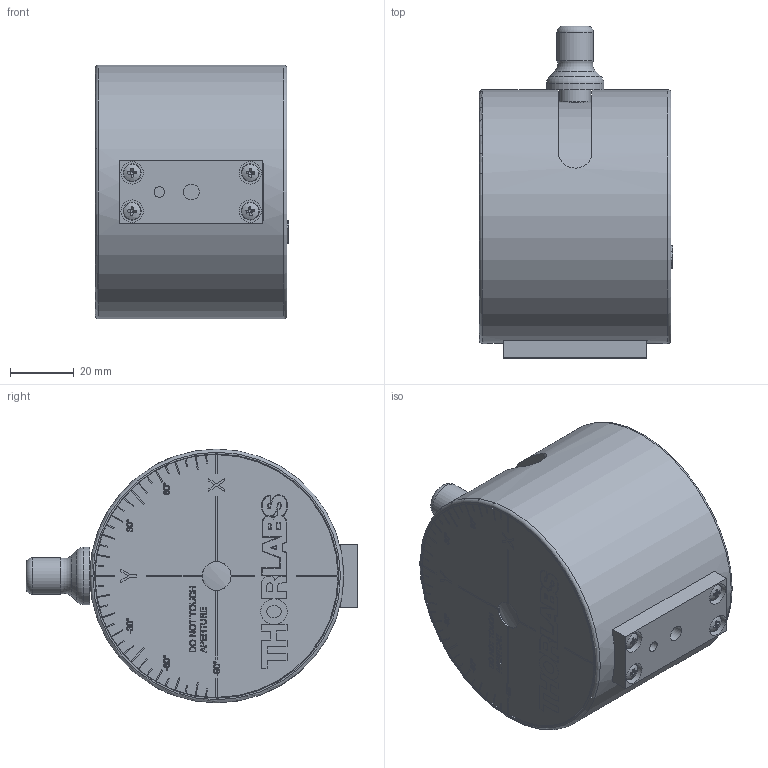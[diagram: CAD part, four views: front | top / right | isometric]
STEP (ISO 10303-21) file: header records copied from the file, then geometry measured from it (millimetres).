
FILE_DESCRIPTION (( 'STEP AP214' ), '1' );
FILE_NAME ('22.02.10_BP209IR1_M WEB.STEP', '2022-02-10T09:23:50', ( '' ), ( '' ), 'SwSTEP 2.0', 'SolidWorks 2019', '' );
FILE_SCHEMA (( 'AUTOMOTIVE_DESIGN' ));
Length unit declared in the file: millimetre
Products named in the file (1): 22.02.10_BP209IR1_M WEB
Bounding box: 60.5 x 103.95 x 79.5 mm (x, y, z)
Volume: 98403 mm3; surface area: 99234 mm2
Topology: 14 solids, 14 shells, 4612 faces, 12618 edges, 8349 vertices
Faces by surface type: plane 3223, bspline 998, cylinder 284, cone 79, torus 24, sphere 4
Full cylindrical faces by diameter (mm): 0.678 x1, 0.8 x2, 1.6 x6, 2.2 x9, 2.5 x4, 2.8 x1, 3 x4, 3.2 x10, 3.3 x1, 3.4 x1, 5 x5, 5.3 x4, 5.6 x4, 6.3 x2, 6.8 x1, 7 x5, 8 x12, 8.1 x1, 9 x1, 9.9 x1, 10 x1, 10.5 x1, 11.5 x1, 12.8 x1, 17 x1, 18 x1, 51 x1, 67 x1, 70 x1, 71.5 x1
Entity records: 246067 total; most frequent: CARTESIAN_POINT 85891, ORIENTED_EDGE 24840, DIRECTION 17957, EDGE_CURVE 12420, VECTOR 9437, LINE 9437, VERTEX_POINT 8307, EDGE_LOOP 5213
